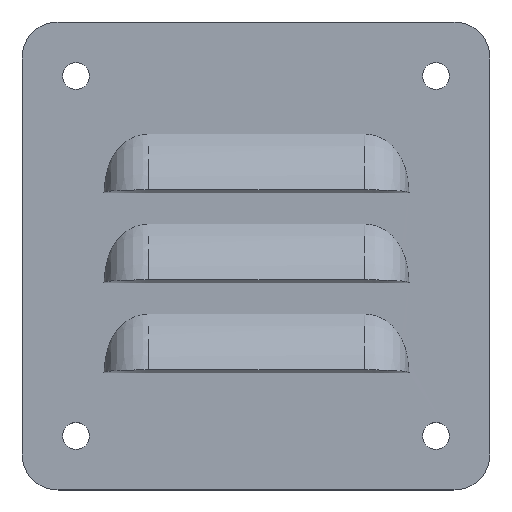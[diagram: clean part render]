
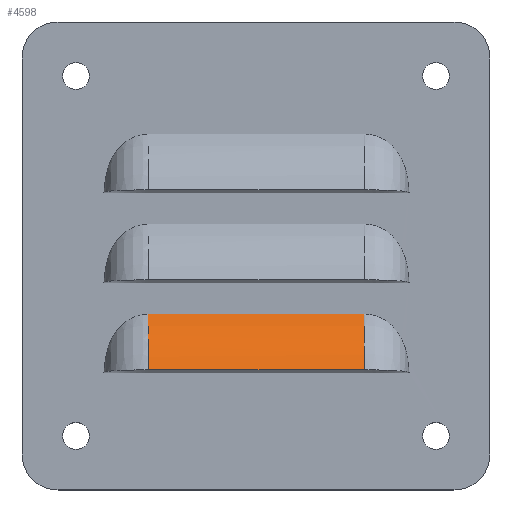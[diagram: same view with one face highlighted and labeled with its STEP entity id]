
A CAD part, top view. The second image highlights one B-rep face of the part: STEP entity #4598.
In plain terms, the highlighted cylindrical face has radius 20.32 mm (diameter 40.64 mm), a partial arc.
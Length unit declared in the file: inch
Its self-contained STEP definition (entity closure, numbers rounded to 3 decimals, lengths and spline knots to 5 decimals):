
#123 = CARTESIAN_POINT ( 'NONE',  ( 1.7534, -1.07184, -0.44106 ) ) ;
#179 = B_SPLINE_CURVE_WITH_KNOTS ( 'NONE', 3,
 ( #242, #5335, #827, #2679, #5211, #4689 ),
 .UNSPECIFIED., .F., .F.,
 ( 4, 2, 4 ),
 ( 0., 0.5, 1. ),
 .UNSPECIFIED. ) ;
#237 = B_SPLINE_CURVE_WITH_KNOTS ( 'NONE', 3,
 ( #7628, #1018, #1179, #8263 ),
 .UNSPECIFIED., .F., .F.,
 ( 4, 4 ),
 ( 0., 1. ),
 .UNSPECIFIED. ) ;
#242 = CARTESIAN_POINT ( 'NONE',  ( -0.7466, -0.40441, 0. ) ) ;
#267 = EDGE_LOOP ( 'NONE', ( #6504, #7343, #6306, #6376 ) ) ;
#460 = CARTESIAN_POINT ( 'NONE',  ( 0.7534, -0.48067, 0.09793 ) ) ;
#542 = CARTESIAN_POINT ( 'NONE',  ( 0.7534, -0.6067, 0.2112 ) ) ;
#827 = CARTESIAN_POINT ( 'NONE',  ( -0.7466, -0.50793, 0.13255 ) ) ;
#1018 = CARTESIAN_POINT ( 'NONE',  ( -0.2466, -0.40441, 0. ) ) ;
#1179 = CARTESIAN_POINT ( 'NONE',  ( 0.2534, -0.40441, 0. ) ) ;
#1785 = EDGE_CURVE ( 'NONE', #2499, #4194, #237, .T. ) ;
#1853 = CARTESIAN_POINT ( 'NONE',  ( 0.7534, -0.71502, 0.27615 ) ) ;
#2022 = DIRECTION ( 'NONE',  ( 0., 0., -1. ) ) ;
#2499 = VERTEX_POINT ( 'NONE', #5644 ) ;
#2525 = CARTESIAN_POINT ( 'NONE',  ( 0.7534, -0.79147, 0.3082 ) ) ;
#2603 = CARTESIAN_POINT ( 'NONE',  ( 0.7534, -0.57352, 0.18477 ) ) ;
#2677 = CARTESIAN_POINT ( 'NONE',  ( 0.7534, -0.40441, 0. ) ) ;
#2679 = CARTESIAN_POINT ( 'NONE',  ( -0.7466, -0.6391, 0.23699 ) ) ;
#2721 = CYLINDRICAL_SURFACE ( 'NONE', #7992, 0.8 ) ;
#3538 = DIRECTION ( 'NONE',  ( 1., 0., 0. ) ) ;
#3659 = CARTESIAN_POINT ( 'NONE',  ( 0.7534, -0.40441, 0. ) ) ;
#4130 = VERTEX_POINT ( 'NONE', #5209 ) ;
#4194 = VERTEX_POINT ( 'NONE', #2677 ) ;
#4364 = CARTESIAN_POINT ( 'NONE',  ( 0.7534, -0.79147, 0.3082 ) ) ;
#4529 = CARTESIAN_POINT ( 'NONE',  ( 0.7534, -0.75268, 0.29368 ) ) ;
#4598 = ADVANCED_FACE ( 'NONE', ( #5216 ), #2721, .T. ) ;
#4689 = CARTESIAN_POINT ( 'NONE',  ( -0.7466, -0.79147, 0.3082 ) ) ;
#4964 = CARTESIAN_POINT ( 'NONE',  ( 0.7534, -0.50925, 0.12928 ) ) ;
#5023 = EDGE_CURVE ( 'NONE', #4194, #5118, #6468, .T. ) ;
#5118 = VERTEX_POINT ( 'NONE', #2525 ) ;
#5209 = CARTESIAN_POINT ( 'NONE',  ( -0.7466, -0.79147, 0.3082 ) ) ;
#5211 = CARTESIAN_POINT ( 'NONE',  ( -0.7466, -0.71295, 0.27882 ) ) ;
#5216 = FACE_OUTER_BOUND ( 'NONE', #267, .T. ) ;
#5284 = EDGE_CURVE ( 'NONE', #2499, #4130, #179, .T. ) ;
#5335 = CARTESIAN_POINT ( 'NONE',  ( -0.7466, -0.45063, 0.06994 ) ) ;
#5570 = VECTOR ( 'NONE', #3538, 39.37008 ) ;
#5598 = CARTESIAN_POINT ( 'NONE',  ( 0.7534, -0.42725, 0.03455 ) ) ;
#5644 = CARTESIAN_POINT ( 'NONE',  ( -0.7466, -0.40441, 0. ) ) ;
#6238 = CARTESIAN_POINT ( 'NONE',  ( 0.7534, -0.45277, 0.06733 ) ) ;
#6306 = ORIENTED_EDGE ( 'NONE', *, *, #5023, .F. ) ;
#6376 = ORIENTED_EDGE ( 'NONE', *, *, #1785, .F. ) ;
#6468 = B_SPLINE_CURVE_WITH_KNOTS ( 'NONE', 3,
 ( #3659, #5598, #6238, #460, #4964, #7546, #2603, #542, #7629, #7030, #1853, #4529, #4364 ),
 .UNSPECIFIED., .F., .F.,
 ( 4, 3, 3, 3, 4 ),
 ( 0., 0.247, 0.5, 0.753, 1. ),
 .UNSPECIFIED. ) ;
#6504 = ORIENTED_EDGE ( 'NONE', *, *, #5284, .T. ) ;
#6614 = EDGE_CURVE ( 'NONE', #4130, #5118, #7464, .T. ) ;
#6870 = CARTESIAN_POINT ( 'NONE',  ( 0.0034, -0.79147, 0.3082 ) ) ;
#7030 = CARTESIAN_POINT ( 'NONE',  ( 0.7534, -0.67895, 0.25581 ) ) ;
#7343 = ORIENTED_EDGE ( 'NONE', *, *, #6614, .T. ) ;
#7464 = LINE ( 'NONE', #6870, #5570 ) ;
#7546 = CARTESIAN_POINT ( 'NONE',  ( 0.7534, -0.54033, 0.15835 ) ) ;
#7628 = CARTESIAN_POINT ( 'NONE',  ( -0.7466, -0.40441, 0. ) ) ;
#7629 = CARTESIAN_POINT ( 'NONE',  ( 0.7534, -0.64199, 0.23498 ) ) ;
#7758 = DIRECTION ( 'NONE',  ( 1., 0., 0. ) ) ;
#7992 = AXIS2_PLACEMENT_3D ( 'NONE', #123, #7758, #2022 ) ;
#8263 = CARTESIAN_POINT ( 'NONE',  ( 0.7534, -0.40441, 0. ) ) ;
